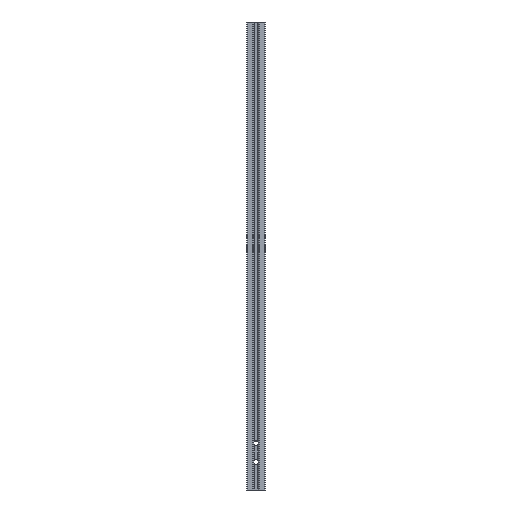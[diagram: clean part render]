
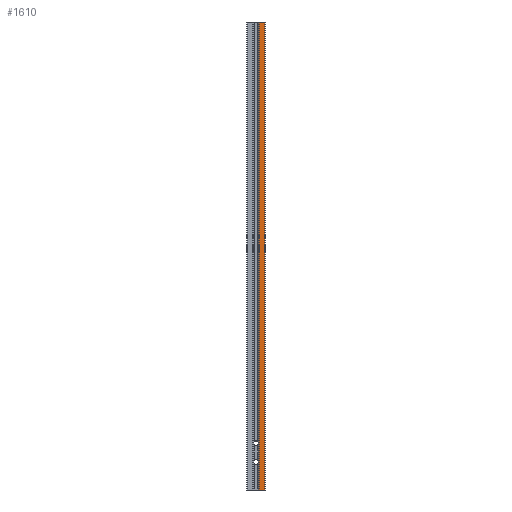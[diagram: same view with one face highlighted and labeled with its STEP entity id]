
A CAD part, left-side view. The second image highlights one B-rep face of the part: STEP entity #1610.
In plain terms, the highlighted planar face has unit normal (-1, 0, 0).
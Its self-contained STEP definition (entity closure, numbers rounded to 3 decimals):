
#143=FACE_OUTER_BOUND('',#220,.T.);
#220=EDGE_LOOP('',(#1004,#1005,#1006,#1007));
#299=LINE('',#2365,#450);
#300=LINE('',#2367,#451);
#301=LINE('',#2369,#452);
#302=LINE('',#2370,#453);
#450=VECTOR('',#1874,250.);
#451=VECTOR('',#1875,3.1);
#452=VECTOR('',#1876,250.);
#453=VECTOR('',#1877,3.1);
#601=VERTEX_POINT('',#2363);
#602=VERTEX_POINT('',#2364);
#603=VERTEX_POINT('',#2366);
#604=VERTEX_POINT('',#2368);
#761=EDGE_CURVE('',#601,#602,#299,.T.);
#762=EDGE_CURVE('',#601,#603,#300,.T.);
#763=EDGE_CURVE('',#604,#603,#301,.T.);
#764=EDGE_CURVE('',#604,#602,#302,.T.);
#1004=ORIENTED_EDGE('',*,*,#761,.F.);
#1005=ORIENTED_EDGE('',*,*,#762,.T.);
#1006=ORIENTED_EDGE('',*,*,#763,.F.);
#1007=ORIENTED_EDGE('',*,*,#764,.T.);
#1490=PLANE('',#1701);
#1610=ADVANCED_FACE('',(#143),#1490,.T.);
#1701=AXIS2_PLACEMENT_3D('',#2362,#1872,#1873);
#1872=DIRECTION('center_axis',(-1.,0.,0.));
#1873=DIRECTION('ref_axis',(0.,-1.,0.));
#1874=DIRECTION('',(0.,0.,1.));
#1875=DIRECTION('',(0.,-1.,0.));
#1876=DIRECTION('',(0.,0.,-1.));
#1877=DIRECTION('',(0.,1.,0.));
#2362=CARTESIAN_POINT('Origin',(-5.,-5.,100.));
#2363=CARTESIAN_POINT('',(-5.,-1.7,0.));
#2364=CARTESIAN_POINT('',(-5.,-1.7,250.));
#2365=CARTESIAN_POINT('',(-5.,-1.7,0.));
#2366=CARTESIAN_POINT('',(-5.,-4.8,0.));
#2367=CARTESIAN_POINT('',(-5.,-1.7,0.));
#2368=CARTESIAN_POINT('',(-5.,-4.8,250.));
#2369=CARTESIAN_POINT('',(-5.,-4.8,250.));
#2370=CARTESIAN_POINT('',(-5.,-4.8,250.));
